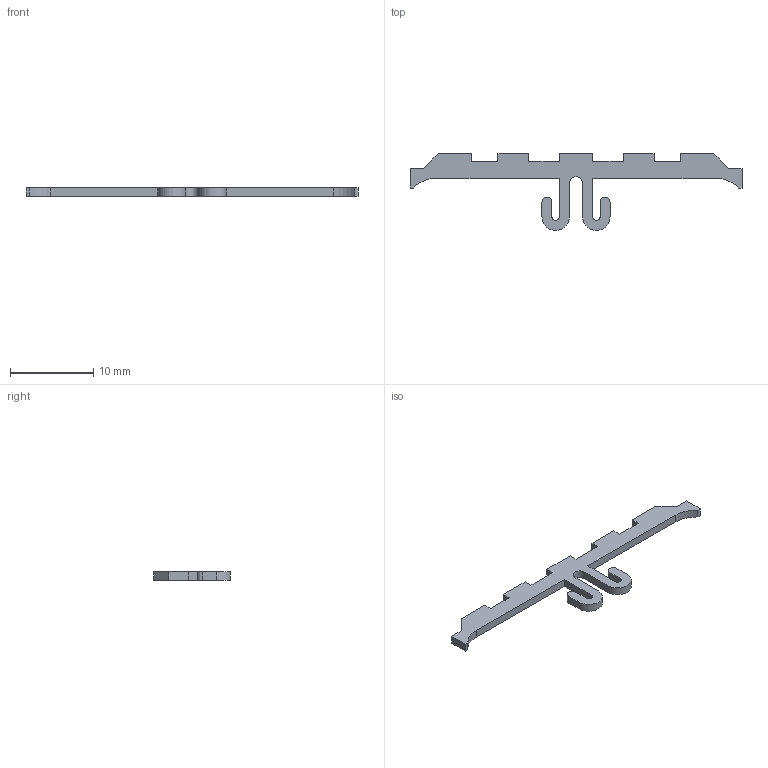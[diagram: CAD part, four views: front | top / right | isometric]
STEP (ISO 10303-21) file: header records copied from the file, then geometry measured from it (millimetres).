
FILE_DESCRIPTION((''),'2;1');
FILE_NAME('SP064_extern.ipt.step','2007-09-10T15:08:23',(''),(''),'Autodesk Inventor 11','Autodesk Inventor 11','');
FILE_SCHEMA(('AUTOMOTIVE_DESIGN { 1 0 10303 214 1 1 1 1 }'));
Length unit declared in the file: millimetre
Products named in the file (1): SP064_extern
Bounding box: 40 x 9.25 x 1 mm (x, y, z)
Volume: 124.2 mm3; surface area: 382.9 mm2
Topology: 1 solids, 1 shells, 46 faces, 132 edges, 88 vertices
Faces by surface type: plane 37, cylinder 9
Entity records: 1517 total; most frequent: CARTESIAN_POINT 267, ORIENTED_EDGE 264, DIRECTION 244, EDGE_CURVE 132, VECTOR 114, LINE 114, VERTEX_POINT 88, AXIS2_PLACEMENT_3D 65
